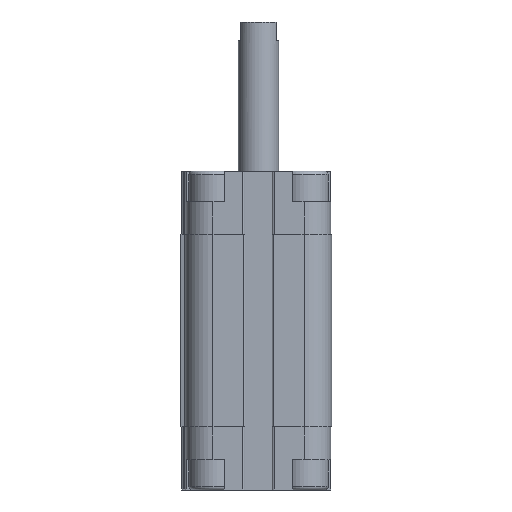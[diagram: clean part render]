
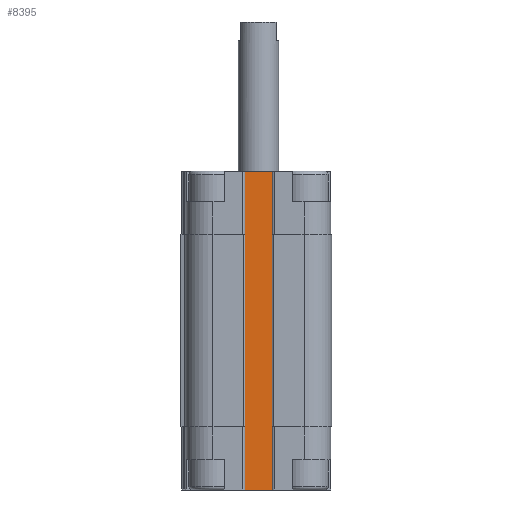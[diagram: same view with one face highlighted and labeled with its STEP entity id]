
A CAD part, left-side view. The second image highlights one B-rep face of the part: STEP entity #8395.
In plain terms, the highlighted face is planar.
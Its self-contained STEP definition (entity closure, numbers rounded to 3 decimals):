
#154=LINE('',#12723,#926);
#188=LINE('',#12870,#960);
#189=LINE('',#12875,#961);
#222=LINE('',#12973,#994);
#223=LINE('',#12975,#995);
#224=LINE('',#12977,#996);
#225=LINE('',#12979,#997);
#226=LINE('',#12981,#998);
#227=LINE('',#12983,#999);
#228=LINE('',#12985,#1000);
#229=LINE('',#12987,#1001);
#230=LINE('',#12988,#1002);
#926=VECTOR('',#9891,1000.);
#960=VECTOR('',#10013,1000.);
#961=VECTOR('',#10018,1000.);
#994=VECTOR('',#10115,1000.);
#995=VECTOR('',#10118,1000.);
#996=VECTOR('',#10119,1000.);
#997=VECTOR('',#10120,1000.);
#998=VECTOR('',#10121,1000.);
#999=VECTOR('',#10122,1000.);
#1000=VECTOR('',#10123,1000.);
#1001=VECTOR('',#10124,1000.);
#1002=VECTOR('',#10125,1000.);
#1633=PLANE('',#9018);
#2690=ORIENTED_EDGE('',*,*,#4951,.F.);
#2691=ORIENTED_EDGE('',*,*,#5076,.F.);
#2692=ORIENTED_EDGE('',*,*,#5026,.F.);
#2693=ORIENTED_EDGE('',*,*,#5077,.F.);
#2694=ORIENTED_EDGE('',*,*,#5078,.T.);
#2695=ORIENTED_EDGE('',*,*,#5079,.F.);
#2696=ORIENTED_EDGE('',*,*,#5080,.T.);
#2697=ORIENTED_EDGE('',*,*,#5081,.T.);
#2698=ORIENTED_EDGE('',*,*,#5082,.T.);
#2699=ORIENTED_EDGE('',*,*,#5083,.T.);
#2700=ORIENTED_EDGE('',*,*,#5028,.F.);
#2701=ORIENTED_EDGE('',*,*,#5084,.T.);
#4951=EDGE_CURVE('',#6164,#6165,#154,.T.);
#5026=EDGE_CURVE('',#6233,#6230,#188,.T.);
#5028=EDGE_CURVE('',#6235,#6236,#189,.T.);
#5076=EDGE_CURVE('',#6230,#6164,#222,.T.);
#5077=EDGE_CURVE('',#6269,#6233,#223,.T.);
#5078=EDGE_CURVE('',#6269,#6270,#224,.T.);
#5079=EDGE_CURVE('',#6271,#6270,#225,.T.);
#5080=EDGE_CURVE('',#6271,#6272,#226,.T.);
#5081=EDGE_CURVE('',#6272,#6273,#227,.T.);
#5082=EDGE_CURVE('',#6273,#6274,#228,.T.);
#5083=EDGE_CURVE('',#6274,#6236,#229,.T.);
#5084=EDGE_CURVE('',#6235,#6165,#230,.T.);
#6164=VERTEX_POINT('',#12722);
#6165=VERTEX_POINT('',#12724);
#6230=VERTEX_POINT('',#12864);
#6233=VERTEX_POINT('',#12869);
#6235=VERTEX_POINT('',#12874);
#6236=VERTEX_POINT('',#12876);
#6269=VERTEX_POINT('',#12976);
#6270=VERTEX_POINT('',#12978);
#6271=VERTEX_POINT('',#12980);
#6272=VERTEX_POINT('',#12982);
#6273=VERTEX_POINT('',#12984);
#6274=VERTEX_POINT('',#12986);
#7158=EDGE_LOOP('',(#2690,#2691,#2692,#2693,#2694,#2695,#2696,#2697,#2698,
#2699,#2700,#2701));
#7770=FACE_BOUND('',#7158,.T.);
#8395=ADVANCED_FACE('',(#7770),#1633,.T.);
#9018=AXIS2_PLACEMENT_3D('',#12974,#10116,#10117);
#9891=DIRECTION('',(0.,1.,0.));
#10013=DIRECTION('',(0.,1.,0.));
#10018=DIRECTION('',(0.,1.,0.));
#10115=DIRECTION('',(0.,0.,1.));
#10116=DIRECTION('',(1.,0.,0.));
#10117=DIRECTION('',(0.,0.,-1.));
#10118=DIRECTION('',(0.,0.,1.));
#10119=DIRECTION('',(0.,1.,0.));
#10120=DIRECTION('',(0.,0.,1.));
#10121=DIRECTION('',(0.,1.,0.));
#10122=DIRECTION('',(0.,0.,1.));
#10123=DIRECTION('',(0.,1.,0.));
#10124=DIRECTION('',(0.,0.,1.));
#10125=DIRECTION('',(0.,0.,1.));
#12722=CARTESIAN_POINT('',(9.5,-3.,0.));
#12723=CARTESIAN_POINT('',(9.5,-3.,0.));
#12724=CARTESIAN_POINT('',(9.5,3.,0.));
#12864=CARTESIAN_POINT('',(9.5,-3.,-12.5));
#12869=CARTESIAN_POINT('',(9.5,-3.2,-12.5));
#12870=CARTESIAN_POINT('',(9.5,-3.2,-12.5));
#12874=CARTESIAN_POINT('',(9.5,3.,-12.5));
#12875=CARTESIAN_POINT('',(9.5,-9.,-12.5));
#12876=CARTESIAN_POINT('',(9.5,3.2,-12.5));
#12973=CARTESIAN_POINT('',(9.5,-3.,-12.5));
#12974=CARTESIAN_POINT('',(9.5,-3.,-12.5));
#12975=CARTESIAN_POINT('',(9.5,-3.2,-50.5));
#12976=CARTESIAN_POINT('',(9.5,-3.2,-50.5));
#12977=CARTESIAN_POINT('',(9.5,-3.2,-50.5));
#12978=CARTESIAN_POINT('',(9.5,-3.,-50.5));
#12979=CARTESIAN_POINT('',(9.5,-3.,-63.));
#12980=CARTESIAN_POINT('',(9.5,-3.,-63.));
#12981=CARTESIAN_POINT('',(9.5,-3.,-63.));
#12982=CARTESIAN_POINT('',(9.5,3.,-63.));
#12983=CARTESIAN_POINT('',(9.5,3.,-63.));
#12984=CARTESIAN_POINT('',(9.5,3.,-50.5));
#12985=CARTESIAN_POINT('',(9.5,-3.2,-50.5));
#12986=CARTESIAN_POINT('',(9.5,3.2,-50.5));
#12987=CARTESIAN_POINT('',(9.5,3.2,-50.5));
#12988=CARTESIAN_POINT('',(9.5,3.,-12.5));
